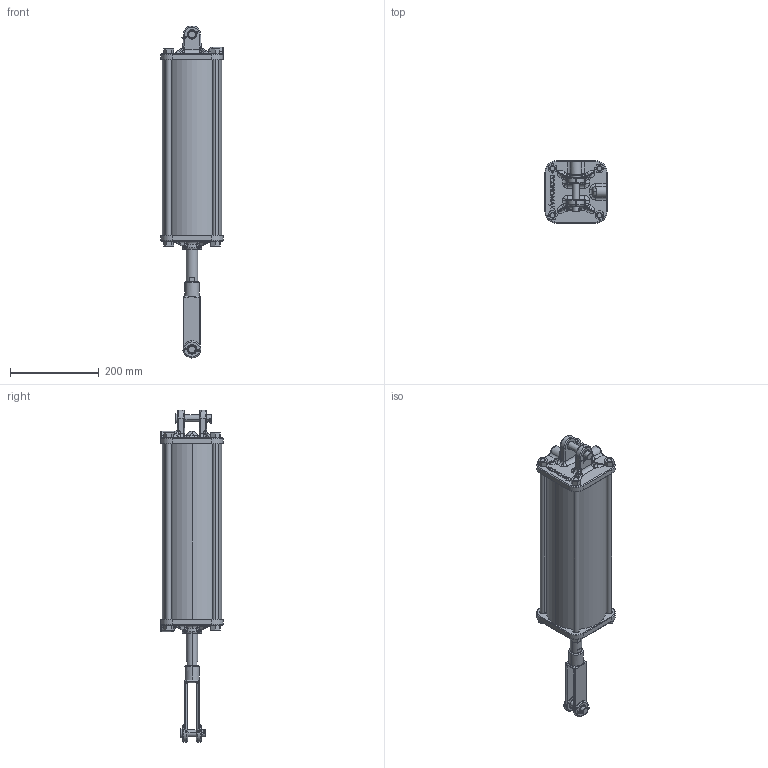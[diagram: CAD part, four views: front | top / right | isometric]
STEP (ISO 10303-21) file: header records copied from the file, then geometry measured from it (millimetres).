
FILE_DESCRIPTION (( 'STEP AP203' ), '1' );
FILE_NAME ('EA5S140D2N124NS.STEP', '2021-11-02T15:02:21', ( '' ), ( '' ), 'SwSTEP 2.0', 'SolidWorks 2021', '' );
FILE_SCHEMA (( 'CONFIG_CONTROL_DESIGN' ));
Length unit declared in the file: inch
Products named in the file (13): APT50-0.75-16; SS-.5x17.5; EA5S140D2N124NS; AT-5.25x5-17.75; E5H  AS CAST RIBS MACHINED REV3; E5C AS CAST RIBS MACHINED REV3; 18cotter pin X .75; 264 PIN .625 DIA; PRN12075B5; 050-20HEXNUT; BDC-07-6; 270 PIN .625 DIA; P62-3
Assembly tree (26 placements, depth 2):
  EA5S140D2N124NS
    E5C AS CAST RIBS MACHINED REV3
    E5H  AS CAST RIBS MACHINED REV3
    APT50-0.75-16
    PRN12075B5
    AT-5.25x5-17.75
    SS-.5x17.5  x4
    050-20HEXNUT  x8
    P62-3  x4
    270 PIN .625 DIA
    18cotter pin X .75  x2
    BDC-07-6
    264 PIN .625 DIA
Bounding box: 139.7 x 139.7 x 746.44 mm (x, y, z)
Volume: 2160282.2 mm3; surface area: 671374 mm2
Topology: 26 solids, 26 shells, 1513 faces, 3617 edges, 2192 vertices
Faces by surface type: cone 542, plane 338, cylinder 249, bspline 219, torus 157, sphere 8
Entity records: 45800 total; most frequent: CARTESIAN_POINT 22028, ORIENTED_EDGE 4738, DIRECTION 4434, EDGE_CURVE 2369, AXIS2_PLACEMENT_3D 1781, VERTEX_POINT 1422, EDGE_LOOP 1107, ADVANCED_FACE 1018
